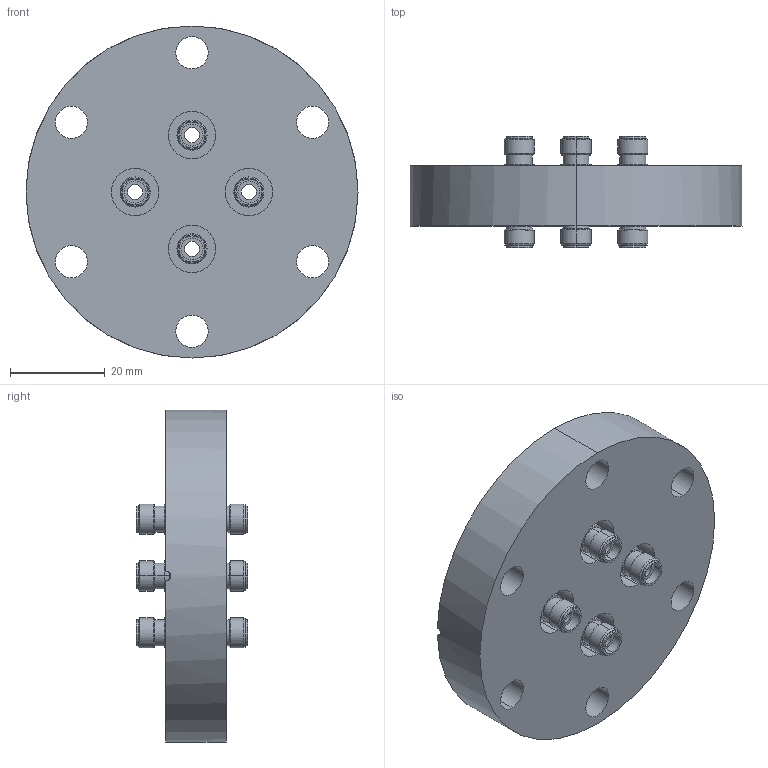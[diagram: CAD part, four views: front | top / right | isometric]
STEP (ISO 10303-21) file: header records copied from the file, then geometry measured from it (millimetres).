
FILE_DESCRIPTION (( 'STEP AP214' ), '1' );
FILE_NAME ('152-FCF-C40-4.STEP', '2019-04-30T09:15:48', ( '' ), ( '' ), 'SwSTEP 2.0', 'SolidWorks 2014', '' );
FILE_SCHEMA (( 'AUTOMOTIVE_DESIGN' ));
Length unit declared in the file: millimetre
Products named in the file (3): 9411-C40-10-4_411-CB40; 152-FCF-C40-4; 9152-FCF
Assembly tree (5 placements, depth 2):
  152-FCF-C40-4
    9411-C40-10-4_411-CB40
    9152-FCF  x4
Bounding box: 70 x 23.43 x 70 mm (x, y, z)
Volume: 42983.3 mm3; surface area: 16774.5 mm2
Topology: 5 solids, 5 shells, 248 faces, 520 edges, 334 vertices
Faces by surface type: cylinder 146, plane 64, cone 36, torus 2
Entity records: 2784 total; most frequent: DIRECTION 520, CARTESIAN_POINT 491, ORIENTED_EDGE 404, AXIS2_PLACEMENT_3D 225, EDGE_CURVE 202, VERTEX_POINT 130, CIRCLE 128, EDGE_LOOP 124
